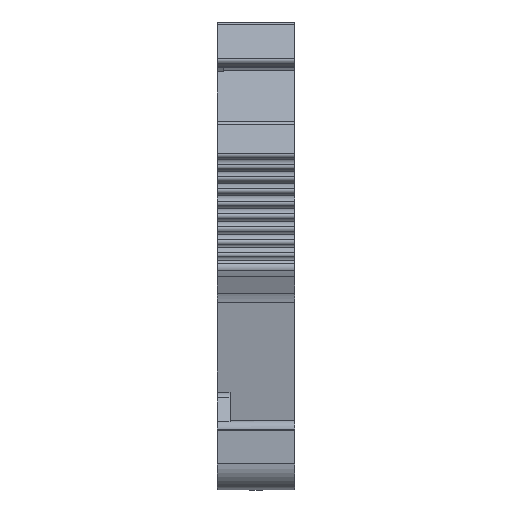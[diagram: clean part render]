
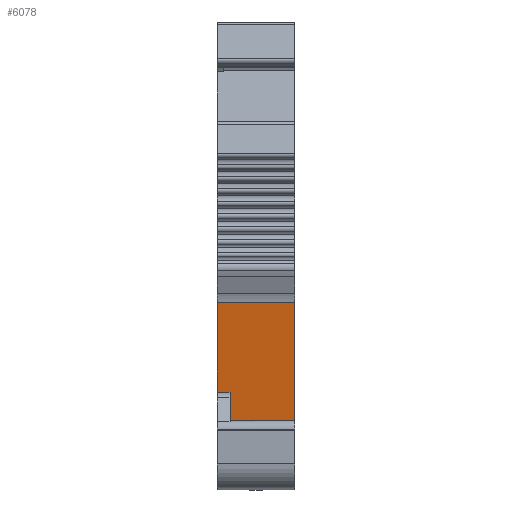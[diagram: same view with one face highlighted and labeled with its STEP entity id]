
A CAD part, left-side view. The second image highlights one B-rep face of the part: STEP entity #6078.
In plain terms, the highlighted planar face has unit normal (-0.986, 0, -0.168).
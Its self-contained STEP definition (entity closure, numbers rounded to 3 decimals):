
#681=LINE('',#9562,#1278);
#682=LINE('',#9565,#1279);
#683=LINE('',#9567,#1280);
#684=LINE('',#9569,#1281);
#685=LINE('',#9571,#1282);
#686=LINE('',#9573,#1283);
#1278=VECTOR('',#7323,1000.);
#1279=VECTOR('',#7324,1000.);
#1280=VECTOR('',#7325,1000.);
#1281=VECTOR('',#7326,1000.);
#1282=VECTOR('',#7327,1000.);
#1283=VECTOR('',#7328,1000.);
#1723=PLANE('',#6428);
#2117=ORIENTED_EDGE('',*,*,#3980,.T.);
#2118=ORIENTED_EDGE('',*,*,#3981,.F.);
#2119=ORIENTED_EDGE('',*,*,#3982,.T.);
#2120=ORIENTED_EDGE('',*,*,#3983,.T.);
#2121=ORIENTED_EDGE('',*,*,#3984,.F.);
#2122=ORIENTED_EDGE('',*,*,#3985,.T.);
#3980=EDGE_CURVE('',#4897,#4898,#681,.F.);
#3981=EDGE_CURVE('',#4899,#4898,#682,.T.);
#3982=EDGE_CURVE('',#4899,#4900,#683,.T.);
#3983=EDGE_CURVE('',#4900,#4901,#684,.T.);
#3984=EDGE_CURVE('',#4902,#4901,#685,.T.);
#3985=EDGE_CURVE('',#4902,#4897,#686,.T.);
#4897=VERTEX_POINT('',#9563);
#4898=VERTEX_POINT('',#9564);
#4899=VERTEX_POINT('',#9566);
#4900=VERTEX_POINT('',#9568);
#4901=VERTEX_POINT('',#9570);
#4902=VERTEX_POINT('',#9572);
#5428=EDGE_LOOP('',(#2117,#2118,#2119,#2120,#2121,#2122));
#5752=FACE_BOUND('',#5428,.T.);
#6078=ADVANCED_FACE('',(#5752),#1723,.T.);
#6428=AXIS2_PLACEMENT_3D('',#9561,#7321,#7322);
#7321=DIRECTION('',(-0.986,0.,-0.168));
#7322=DIRECTION('',(-0.168,0.,0.986));
#7323=DIRECTION('',(0.,1.,0.));
#7324=DIRECTION('',(-0.168,0.,0.986));
#7325=DIRECTION('',(0.,-1.,0.));
#7326=DIRECTION('',(-0.168,0.,0.986));
#7327=DIRECTION('',(0.,-1.,0.));
#7328=DIRECTION('',(0.168,0.,-0.986));
#9561=CARTESIAN_POINT('',(-25.875,62.177,-3.021));
#9562=CARTESIAN_POINT('',(-24.656,62.177,-10.18));
#9563=CARTESIAN_POINT('',(-24.656,3.,-10.18));
#9564=CARTESIAN_POINT('',(-24.656,2.,-10.18));
#9565=CARTESIAN_POINT('',(-24.612,2.,-10.434));
#9566=CARTESIAN_POINT('',(-23.844,2.,-14.944));
#9567=CARTESIAN_POINT('',(-23.844,62.177,-14.944));
#9568=CARTESIAN_POINT('',(-23.844,-3.,-14.944));
#9569=CARTESIAN_POINT('',(-25.875,-3.,-3.021));
#9570=CARTESIAN_POINT('',(-25.835,-3.,-3.257));
#9571=CARTESIAN_POINT('',(-25.835,62.177,-3.257));
#9572=CARTESIAN_POINT('',(-25.835,3.,-3.257));
#9573=CARTESIAN_POINT('',(-25.875,3.,-3.021));
